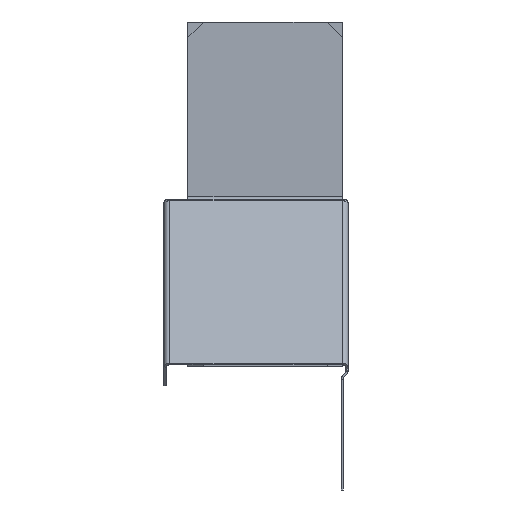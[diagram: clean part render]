
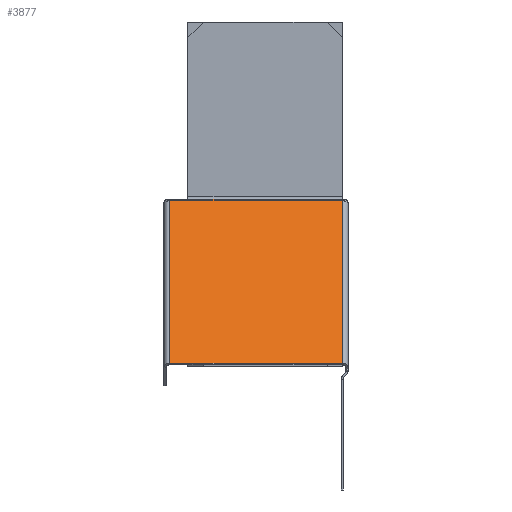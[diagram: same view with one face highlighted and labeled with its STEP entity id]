
A CAD part, left-side view. The second image highlights one B-rep face of the part: STEP entity #3877.
In plain terms, the highlighted planar face has unit normal (-0.707, 0, 0.707).
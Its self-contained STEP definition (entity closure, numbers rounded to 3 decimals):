
#95 = VECTOR ( 'NONE', #868, 1000. ) ;
#102 = CARTESIAN_POINT ( 'NONE',  ( -127.338, 1., -69.124 ) ) ;
#132 = EDGE_CURVE ( 'NONE', #3601, #1775, #1654, .T. ) ;
#356 = LINE ( 'NONE', #2462, #2107 ) ;
#440 = VECTOR ( 'NONE', #1098, 1000. ) ;
#470 = VERTEX_POINT ( 'NONE', #1699 ) ;
#486 = ORIENTED_EDGE ( 'NONE', *, *, #2148, .F. ) ;
#805 = LINE ( 'NONE', #1950, #1597 ) ;
#828 = CARTESIAN_POINT ( 'NONE',  ( -127.338, 0., -69.124 ) ) ;
#868 = DIRECTION ( 'NONE',  ( 0., -1., 0. ) ) ;
#998 = VERTEX_POINT ( 'NONE', #2119 ) ;
#1031 = ORIENTED_EDGE ( 'NONE', *, *, #2760, .T. ) ;
#1050 = ORIENTED_EDGE ( 'NONE', *, *, #3057, .F. ) ;
#1066 = ORIENTED_EDGE ( 'NONE', *, *, #1923, .T. ) ;
#1098 = DIRECTION ( 'NONE',  ( -0.707, 0., -0.707 ) ) ;
#1184 = DIRECTION ( 'NONE',  ( 0., 1., 0. ) ) ;
#1466 = ORIENTED_EDGE ( 'NONE', *, *, #132, .T. ) ;
#1536 = VECTOR ( 'NONE', #2768, 1000. ) ;
#1575 = PLANE ( 'NONE',  #2174 ) ;
#1597 = VECTOR ( 'NONE', #1184, 1000. ) ;
#1600 = LINE ( 'NONE', #3721, #2366 ) ;
#1654 = LINE ( 'NONE', #3210, #1536 ) ;
#1699 = CARTESIAN_POINT ( 'NONE',  ( -127.338, 51., -69.124 ) ) ;
#1725 = ORIENTED_EDGE ( 'NONE', *, *, #2025, .T. ) ;
#1775 = VERTEX_POINT ( 'NONE', #3630 ) ;
#1919 = DIRECTION ( 'NONE',  ( -0.707, 0., -0.707 ) ) ;
#1923 = EDGE_CURVE ( 'NONE', #2098, #470, #2735, .T. ) ;
#1950 = CARTESIAN_POINT ( 'NONE',  ( -74.305, 0., -16.091 ) ) ;
#2025 = EDGE_CURVE ( 'NONE', #1775, #2098, #356, .T. ) ;
#2074 = CARTESIAN_POINT ( 'NONE',  ( -74.305, 51., -16.091 ) ) ;
#2098 = VERTEX_POINT ( 'NONE', #3198 ) ;
#2107 = VECTOR ( 'NONE', #2474, 1000. ) ;
#2119 = CARTESIAN_POINT ( 'NONE',  ( -127.338, 1., -69.124 ) ) ;
#2148 = EDGE_CURVE ( 'NONE', #998, #470, #1600, .T. ) ;
#2174 = AXIS2_PLACEMENT_3D ( 'NONE', #4176, #3883, #1919 ) ;
#2366 = VECTOR ( 'NONE', #3762, 1000. ) ;
#2462 = CARTESIAN_POINT ( 'NONE',  ( -29.107, 57., 29.107 ) ) ;
#2474 = DIRECTION ( 'NONE',  ( -0.707, 0., -0.707 ) ) ;
#2603 = FACE_OUTER_BOUND ( 'NONE', #3700, .T. ) ;
#2735 = LINE ( 'NONE', #828, #95 ) ;
#2760 = EDGE_CURVE ( 'NONE', #3581, #3601, #805, .T. ) ;
#2768 = DIRECTION ( 'NONE',  ( 0., 1., 0. ) ) ;
#3057 = EDGE_CURVE ( 'NONE', #3581, #998, #3852, .T. ) ;
#3058 = CARTESIAN_POINT ( 'NONE',  ( -74.305, 1., -16.091 ) ) ;
#3198 = CARTESIAN_POINT ( 'NONE',  ( -127.338, 57., -69.124 ) ) ;
#3210 = CARTESIAN_POINT ( 'NONE',  ( -74.305, 0., -16.091 ) ) ;
#3581 = VERTEX_POINT ( 'NONE', #3058 ) ;
#3601 = VERTEX_POINT ( 'NONE', #2074 ) ;
#3630 = CARTESIAN_POINT ( 'NONE',  ( -74.305, 57., -16.091 ) ) ;
#3700 = EDGE_LOOP ( 'NONE', ( #1050, #1031, #1466, #1725, #1066, #486 ) ) ;
#3721 = CARTESIAN_POINT ( 'NONE',  ( -127.338, 1., -69.124 ) ) ;
#3762 = DIRECTION ( 'NONE',  ( 0., 1., 0. ) ) ;
#3852 = LINE ( 'NONE', #102, #440 ) ;
#3877 = ADVANCED_FACE ( 'NONE', ( #2603 ), #1575, .F. ) ;
#3883 = DIRECTION ( 'NONE',  ( 0.707, 0., -0.707 ) ) ;
#4176 = CARTESIAN_POINT ( 'NONE',  ( -29.107, 0., 29.107 ) ) ;
